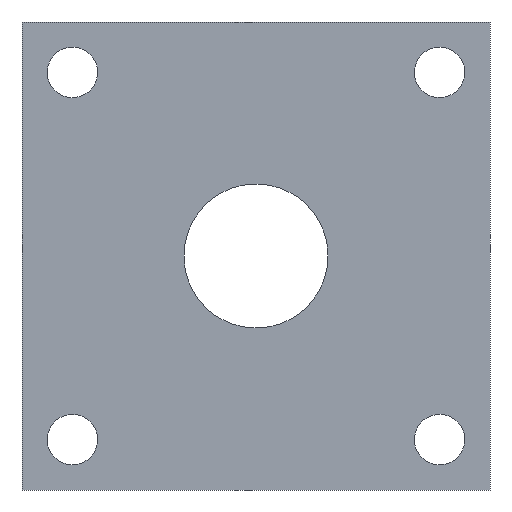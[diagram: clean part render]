
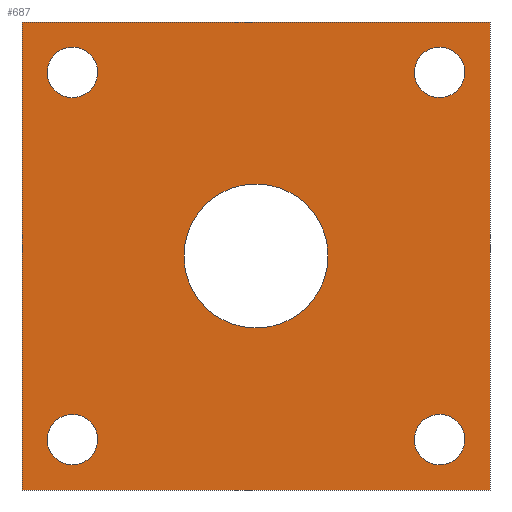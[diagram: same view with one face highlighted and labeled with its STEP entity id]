
A CAD part, left-side view. The second image highlights one B-rep face of the part: STEP entity #687.
In plain terms, the highlighted free-form (B-spline) face has degree [1, 1] with [2, 2] control points.
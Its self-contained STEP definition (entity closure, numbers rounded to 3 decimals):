
#168 = VERTEX_POINT('',#169);
#169 = CARTESIAN_POINT('',(0.,76.438,76.438));
#174 = EDGE_CURVE('',#175,#168,#177,.T.);
#175 = VERTEX_POINT('',#176);
#176 = CARTESIAN_POINT('',(0.,-76.438,76.438));
#177 = B_SPLINE_CURVE_WITH_KNOTS('',1,(#178,#179),.UNSPECIFIED.,.F.,.F.,
  (2,2),(-65.,65.),.PIECEWISE_BEZIER_KNOTS.);
#178 = CARTESIAN_POINT('',(0.,-76.438,76.438));
#179 = CARTESIAN_POINT('',(0.,76.438,76.438));
#196 = EDGE_CURVE('',#197,#175,#199,.T.);
#197 = VERTEX_POINT('',#198);
#198 = CARTESIAN_POINT('',(0.,-76.438,-76.438));
#199 = B_SPLINE_CURVE_WITH_KNOTS('',1,(#200,#201),.UNSPECIFIED.,.F.,.F.,
  (2,2),(-65.,65.),.PIECEWISE_BEZIER_KNOTS.);
#200 = CARTESIAN_POINT('',(0.,-76.438,-76.438));
#201 = CARTESIAN_POINT('',(0.,-76.438,76.438));
#218 = EDGE_CURVE('',#219,#197,#221,.T.);
#219 = VERTEX_POINT('',#220);
#220 = CARTESIAN_POINT('',(0.,76.438,-76.438));
#221 = B_SPLINE_CURVE_WITH_KNOTS('',1,(#222,#223),.UNSPECIFIED.,.F.,.F.,
  (2,2),(-65.,65.),.PIECEWISE_BEZIER_KNOTS.);
#222 = CARTESIAN_POINT('',(0.,76.438,-76.438));
#223 = CARTESIAN_POINT('',(0.,-76.438,-76.438));
#240 = EDGE_CURVE('',#168,#219,#241,.T.);
#241 = B_SPLINE_CURVE_WITH_KNOTS('',1,(#242,#243),.UNSPECIFIED.,.F.,.F.,
  (2,2),(-65.,65.),.PIECEWISE_BEZIER_KNOTS.);
#242 = CARTESIAN_POINT('',(0.,76.438,76.438));
#243 = CARTESIAN_POINT('',(0.,76.438,-76.438));
#256 = VERTEX_POINT('',#257);
#257 = CARTESIAN_POINT('',(0.,-68.206,59.974));
#262 = EDGE_CURVE('',#256,#263,#265,.T.);
#263 = VERTEX_POINT('',#264);
#264 = CARTESIAN_POINT('',(0.,-51.743,59.974));
#265 = ( BOUNDED_CURVE() B_SPLINE_CURVE(2,(#266,#267,#268,#269,#270),
.UNSPECIFIED.,.F.,.F.) B_SPLINE_CURVE_WITH_KNOTS((3,2,3),(1.571
,3.142,4.712),.PIECEWISE_BEZIER_KNOTS.) CURVE() 
GEOMETRIC_REPRESENTATION_ITEM() RATIONAL_B_SPLINE_CURVE((1.,
0.707,1.,0.707,1.)) REPRESENTATION_ITEM('') );
#266 = CARTESIAN_POINT('',(0.,-68.206,59.974));
#267 = CARTESIAN_POINT('',(0.,-68.206,51.743));
#268 = CARTESIAN_POINT('',(0.,-59.974,51.743));
#269 = CARTESIAN_POINT('',(0.,-51.743,51.743));
#270 = CARTESIAN_POINT('',(0.,-51.743,59.974));
#293 = EDGE_CURVE('',#263,#256,#294,.T.);
#294 = ( BOUNDED_CURVE() B_SPLINE_CURVE(2,(#295,#296,#297,#298,#299),
.UNSPECIFIED.,.F.,.F.) B_SPLINE_CURVE_WITH_KNOTS((3,2,3),(4.712
,6.283,7.854),.PIECEWISE_BEZIER_KNOTS.) CURVE() 
GEOMETRIC_REPRESENTATION_ITEM() RATIONAL_B_SPLINE_CURVE((1.,
0.707,1.,0.707,1.)) REPRESENTATION_ITEM('') );
#295 = CARTESIAN_POINT('',(0.,-51.743,59.974));
#296 = CARTESIAN_POINT('',(0.,-51.743,68.206));
#297 = CARTESIAN_POINT('',(0.,-59.974,68.206));
#298 = CARTESIAN_POINT('',(0.,-68.206,68.206));
#299 = CARTESIAN_POINT('',(0.,-68.206,59.974));
#318 = VERTEX_POINT('',#319);
#319 = CARTESIAN_POINT('',(0.,51.743,59.974));
#324 = EDGE_CURVE('',#318,#325,#327,.T.);
#325 = VERTEX_POINT('',#326);
#326 = CARTESIAN_POINT('',(0.,68.206,59.974));
#327 = ( BOUNDED_CURVE() B_SPLINE_CURVE(2,(#328,#329,#330,#331,#332),
.UNSPECIFIED.,.F.,.F.) B_SPLINE_CURVE_WITH_KNOTS((3,2,3),(1.571
,3.142,4.712),.PIECEWISE_BEZIER_KNOTS.) CURVE() 
GEOMETRIC_REPRESENTATION_ITEM() RATIONAL_B_SPLINE_CURVE((1.,
0.707,1.,0.707,1.)) REPRESENTATION_ITEM('') );
#328 = CARTESIAN_POINT('',(0.,51.743,59.974));
#329 = CARTESIAN_POINT('',(0.,51.743,51.743));
#330 = CARTESIAN_POINT('',(0.,59.974,51.743));
#331 = CARTESIAN_POINT('',(0.,68.206,51.743));
#332 = CARTESIAN_POINT('',(0.,68.206,59.974));
#355 = EDGE_CURVE('',#325,#318,#356,.T.);
#356 = ( BOUNDED_CURVE() B_SPLINE_CURVE(2,(#357,#358,#359,#360,#361),
.UNSPECIFIED.,.F.,.F.) B_SPLINE_CURVE_WITH_KNOTS((3,2,3),(4.712
,6.283,7.854),.PIECEWISE_BEZIER_KNOTS.) CURVE() 
GEOMETRIC_REPRESENTATION_ITEM() RATIONAL_B_SPLINE_CURVE((1.,
0.707,1.,0.707,1.)) REPRESENTATION_ITEM('') );
#357 = CARTESIAN_POINT('',(0.,68.206,59.974));
#358 = CARTESIAN_POINT('',(0.,68.206,68.206));
#359 = CARTESIAN_POINT('',(0.,59.974,68.206));
#360 = CARTESIAN_POINT('',(0.,51.743,68.206));
#361 = CARTESIAN_POINT('',(0.,51.743,59.974));
#380 = VERTEX_POINT('',#381);
#381 = CARTESIAN_POINT('',(0.,51.743,-59.974));
#386 = EDGE_CURVE('',#380,#387,#389,.T.);
#387 = VERTEX_POINT('',#388);
#388 = CARTESIAN_POINT('',(0.,68.206,-59.974));
#389 = ( BOUNDED_CURVE() B_SPLINE_CURVE(2,(#390,#391,#392,#393,#394),
.UNSPECIFIED.,.F.,.F.) B_SPLINE_CURVE_WITH_KNOTS((3,2,3),(1.571
,3.142,4.712),.PIECEWISE_BEZIER_KNOTS.) CURVE() 
GEOMETRIC_REPRESENTATION_ITEM() RATIONAL_B_SPLINE_CURVE((1.,
0.707,1.,0.707,1.)) REPRESENTATION_ITEM('') );
#390 = CARTESIAN_POINT('',(0.,51.743,-59.974));
#391 = CARTESIAN_POINT('',(0.,51.743,-68.206));
#392 = CARTESIAN_POINT('',(0.,59.974,-68.206));
#393 = CARTESIAN_POINT('',(0.,68.206,-68.206));
#394 = CARTESIAN_POINT('',(0.,68.206,-59.974));
#417 = EDGE_CURVE('',#387,#380,#418,.T.);
#418 = ( BOUNDED_CURVE() B_SPLINE_CURVE(2,(#419,#420,#421,#422,#423),
.UNSPECIFIED.,.F.,.F.) B_SPLINE_CURVE_WITH_KNOTS((3,2,3),(4.712
,6.283,7.854),.PIECEWISE_BEZIER_KNOTS.) CURVE() 
GEOMETRIC_REPRESENTATION_ITEM() RATIONAL_B_SPLINE_CURVE((1.,
0.707,1.,0.707,1.)) REPRESENTATION_ITEM('') );
#419 = CARTESIAN_POINT('',(0.,68.206,-59.974));
#420 = CARTESIAN_POINT('',(0.,68.206,-51.743));
#421 = CARTESIAN_POINT('',(0.,59.974,-51.743));
#422 = CARTESIAN_POINT('',(0.,51.743,-51.743));
#423 = CARTESIAN_POINT('',(0.,51.743,-59.974));
#442 = VERTEX_POINT('',#443);
#443 = CARTESIAN_POINT('',(0.,-68.206,-59.974));
#448 = EDGE_CURVE('',#442,#449,#451,.T.);
#449 = VERTEX_POINT('',#450);
#450 = CARTESIAN_POINT('',(0.,-51.743,-59.974));
#451 = ( BOUNDED_CURVE() B_SPLINE_CURVE(2,(#452,#453,#454,#455,#456),
.UNSPECIFIED.,.F.,.F.) B_SPLINE_CURVE_WITH_KNOTS((3,2,3),(1.571
,3.142,4.712),.PIECEWISE_BEZIER_KNOTS.) CURVE() 
GEOMETRIC_REPRESENTATION_ITEM() RATIONAL_B_SPLINE_CURVE((1.,
0.707,1.,0.707,1.)) REPRESENTATION_ITEM('') );
#452 = CARTESIAN_POINT('',(0.,-68.206,-59.974));
#453 = CARTESIAN_POINT('',(0.,-68.206,-68.206));
#454 = CARTESIAN_POINT('',(0.,-59.974,-68.206));
#455 = CARTESIAN_POINT('',(0.,-51.743,-68.206));
#456 = CARTESIAN_POINT('',(0.,-51.743,-59.974));
#479 = EDGE_CURVE('',#449,#442,#480,.T.);
#480 = ( BOUNDED_CURVE() B_SPLINE_CURVE(2,(#481,#482,#483,#484,#485),
.UNSPECIFIED.,.F.,.F.) B_SPLINE_CURVE_WITH_KNOTS((3,2,3),(4.712
,6.283,7.854),.PIECEWISE_BEZIER_KNOTS.) CURVE() 
GEOMETRIC_REPRESENTATION_ITEM() RATIONAL_B_SPLINE_CURVE((1.,
0.707,1.,0.707,1.)) REPRESENTATION_ITEM('') );
#481 = CARTESIAN_POINT('',(0.,-51.743,-59.974));
#482 = CARTESIAN_POINT('',(0.,-51.743,-51.743));
#483 = CARTESIAN_POINT('',(0.,-59.974,-51.743));
#484 = CARTESIAN_POINT('',(0.,-68.206,-51.743));
#485 = CARTESIAN_POINT('',(0.,-68.206,-59.974));
#687 = ADVANCED_FACE('',(#688,#694,#698,#702,#706,#710),#732,.F.);
#688 = FACE_BOUND('',#689,.T.);
#689 = EDGE_LOOP('',(#690,#691,#692,#693));
#690 = ORIENTED_EDGE('',*,*,#218,.T.);
#691 = ORIENTED_EDGE('',*,*,#196,.T.);
#692 = ORIENTED_EDGE('',*,*,#174,.T.);
#693 = ORIENTED_EDGE('',*,*,#240,.T.);
#694 = FACE_BOUND('',#695,.T.);
#695 = EDGE_LOOP('',(#696,#697));
#696 = ORIENTED_EDGE('',*,*,#386,.T.);
#697 = ORIENTED_EDGE('',*,*,#417,.T.);
#698 = FACE_BOUND('',#699,.T.);
#699 = EDGE_LOOP('',(#700,#701));
#700 = ORIENTED_EDGE('',*,*,#293,.T.);
#701 = ORIENTED_EDGE('',*,*,#262,.T.);
#702 = FACE_BOUND('',#703,.T.);
#703 = EDGE_LOOP('',(#704,#705));
#704 = ORIENTED_EDGE('',*,*,#355,.T.);
#705 = ORIENTED_EDGE('',*,*,#324,.T.);
#706 = FACE_BOUND('',#707,.T.);
#707 = EDGE_LOOP('',(#708,#709));
#708 = ORIENTED_EDGE('',*,*,#479,.T.);
#709 = ORIENTED_EDGE('',*,*,#448,.T.);
#710 = FACE_BOUND('',#711,.T.);
#711 = EDGE_LOOP('',(#712,#724));
#712 = ORIENTED_EDGE('',*,*,#713,.T.);
#713 = EDGE_CURVE('',#714,#716,#718,.T.);
#714 = VERTEX_POINT('',#715);
#715 = CARTESIAN_POINT('',(0.,23.519,0.));
#716 = VERTEX_POINT('',#717);
#717 = CARTESIAN_POINT('',(0.,-23.519,0.));
#718 = ( BOUNDED_CURVE() B_SPLINE_CURVE(2,(#719,#720,#721,#722,#723),
.UNSPECIFIED.,.F.,.F.) B_SPLINE_CURVE_WITH_KNOTS((3,2,3),(4.712
,6.283,7.854),.PIECEWISE_BEZIER_KNOTS.) CURVE() 
GEOMETRIC_REPRESENTATION_ITEM() RATIONAL_B_SPLINE_CURVE((1.,
0.707,1.,0.707,1.)) REPRESENTATION_ITEM('') );
#719 = CARTESIAN_POINT('',(0.,23.519,0.));
#720 = CARTESIAN_POINT('',(0.,23.519,23.519));
#721 = CARTESIAN_POINT('',(0.,0.,23.519));
#722 = CARTESIAN_POINT('',(0.,-23.519,23.519));
#723 = CARTESIAN_POINT('',(0.,-23.519,0.));
#724 = ORIENTED_EDGE('',*,*,#725,.T.);
#725 = EDGE_CURVE('',#716,#714,#726,.T.);
#726 = ( BOUNDED_CURVE() B_SPLINE_CURVE(2,(#727,#728,#729,#730,#731),
.UNSPECIFIED.,.F.,.F.) B_SPLINE_CURVE_WITH_KNOTS((3,2,3),(1.571
,3.142,4.712),.PIECEWISE_BEZIER_KNOTS.) CURVE() 
GEOMETRIC_REPRESENTATION_ITEM() RATIONAL_B_SPLINE_CURVE((1.,
0.707,1.,0.707,1.)) REPRESENTATION_ITEM('') );
#727 = CARTESIAN_POINT('',(0.,-23.519,0.));
#728 = CARTESIAN_POINT('',(0.,-23.519,-23.519));
#729 = CARTESIAN_POINT('',(0.,0.,-23.519));
#730 = CARTESIAN_POINT('',(0.,23.519,-23.519));
#731 = CARTESIAN_POINT('',(0.,23.519,0.));
#732 = B_SPLINE_SURFACE_WITH_KNOTS('',1,1,(
    (#733,#734)
    ,(#735,#736
    )),.UNSPECIFIED.,.F.,.F.,.F.,(2,2),(2,2),(-65.,65.),(-65.,65.),
  .PIECEWISE_BEZIER_KNOTS.);
#733 = CARTESIAN_POINT('',(0.,-76.438,-76.438));
#734 = CARTESIAN_POINT('',(0.,-76.438,76.438));
#735 = CARTESIAN_POINT('',(0.,76.438,-76.438));
#736 = CARTESIAN_POINT('',(0.,76.438,76.438));
